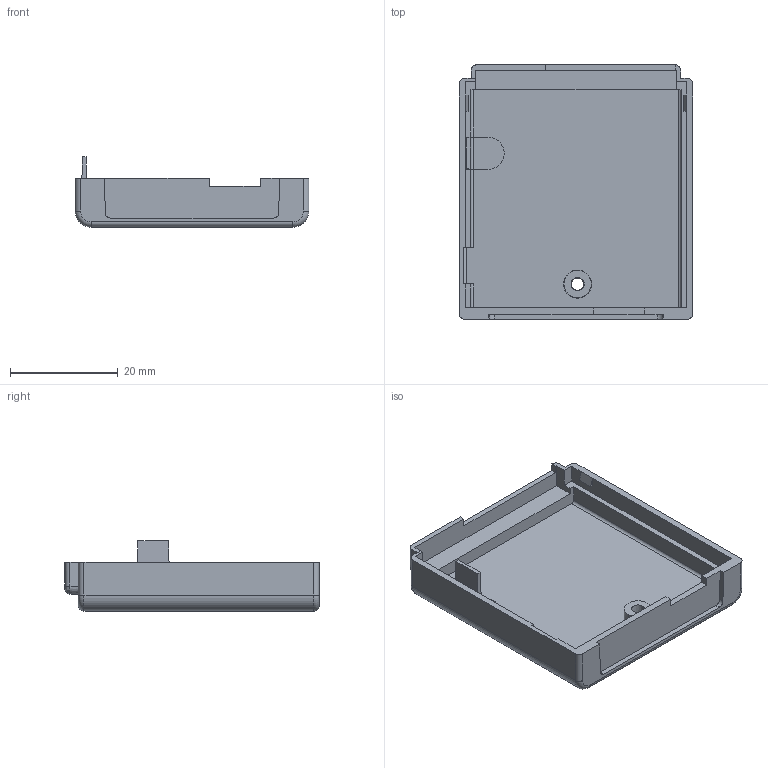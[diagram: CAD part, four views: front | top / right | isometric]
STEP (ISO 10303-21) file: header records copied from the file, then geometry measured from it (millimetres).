
FILE_DESCRIPTION((''),'2;1');
FILE_NAME('','2024-08-08T',(''),(''),'PRO/ENGINEER BY PARAMETRIC TECHNOLOGY CORPORATION, 2003250','PRO/ENGINEER BY PARAMETRIC TECHNOLOGY CORPORATION, 2003250','');
FILE_SCHEMA(('CONFIG_CONTROL_DESIGN'));
Length unit declared in the file: millimetre
Bounding box: 43.41 x 47.2 x 13.06 mm (x, y, z)
Volume: 5616 mm3; surface area: 7075.4 mm2
Topology: 1 solids, 1 shells, 246 faces, 645 edges, 403 vertices
Faces by surface type: plane 210, cylinder 20, cone 10, torus 4, bspline 2
Entity records: 7428 total; most frequent: CARTESIAN_POINT 1328, ORIENTED_EDGE 1290, DIRECTION 1193, EDGE_CURVE 645, VECTOR 583, LINE 583, VERTEX_POINT 403, AXIS2_PLACEMENT_3D 305
